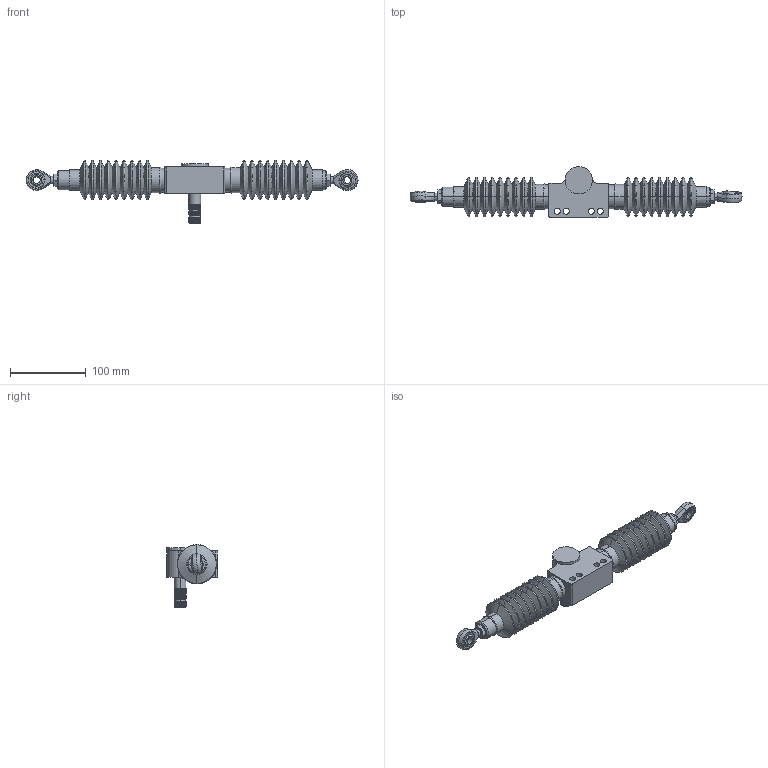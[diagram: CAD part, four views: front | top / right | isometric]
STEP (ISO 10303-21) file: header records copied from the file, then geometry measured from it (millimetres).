
FILE_DESCRIPTION (( 'STEP AP203' ), '1' );
FILE_NAME ('Assemblystep.STEP', '2020-07-17T10:46:28', ( '' ), ( '' ), 'SwSTEP 2.0', 'SolidWorks 2020', '' );
FILE_SCHEMA (( 'CONFIG_CONTROL_DESIGN' ));
Length unit declared in the file: millimetre
Products named in the file (9): Kugla_hirschman; Assemblystep; Kuciste; Hirschman kuciste; Manzeta; Krajnik_hirsch; Letva; hex thin nut gradeb_din_Hexagon Nut ISO 4036 - M10 - N
Assembly tree (12 placements, depth 3):
  Assemblystep
    Kuciste
    Letva
    Manzeta  x2
    Krajnik_hirsch
      Hirschman kuciste
      Kugla_hirschman
    hex thin nut gradeb_din_Hexagon Nut ISO 4036 - M10 - N  x2
    Krajnik_hirsch
      Hirschman kuciste
      Kugla_hirschman
Bounding box: 439.6 x 67 x 83.67 mm (x, y, z)
Volume: 503320 mm3; surface area: 164598.5 mm2
Topology: 11 solids, 11 shells, 515 faces, 1292 edges, 804 vertices
Faces by surface type: plane 236, cylinder 117, cone 102, torus 48, sphere 12
Entity records: 13563 total; most frequent: CARTESIAN_POINT 2825, ORIENTED_EDGE 2060, DIRECTION 2020, EDGE_CURVE 1030, AXIS2_PLACEMENT_3D 792, VERTEX_POINT 657, VECTOR 436, LINE 436
